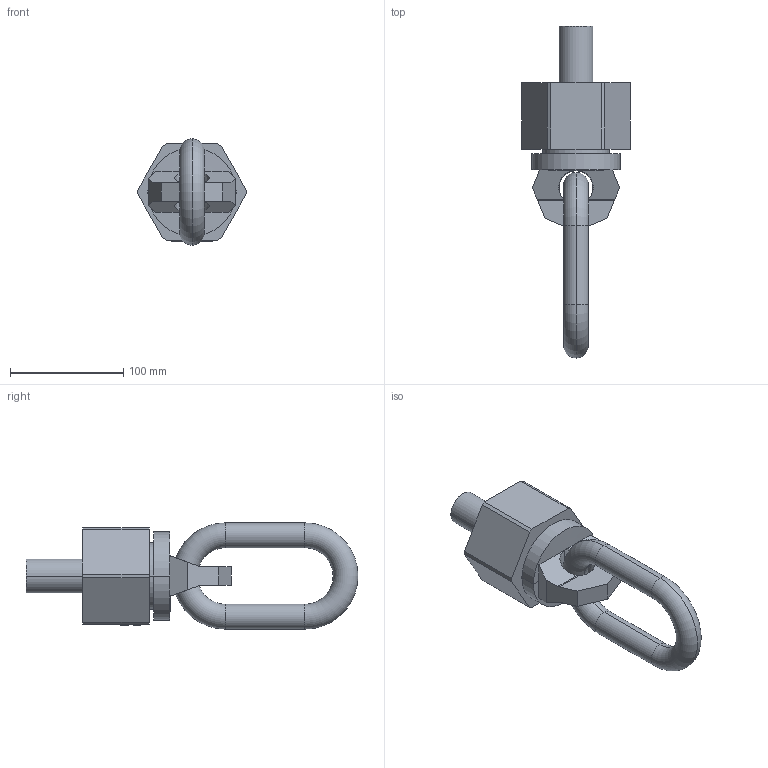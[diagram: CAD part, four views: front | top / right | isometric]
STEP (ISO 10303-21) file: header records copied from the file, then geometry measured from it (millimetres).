
FILE_DESCRIPTION((''),'2;1');
FILE_NAME('001-M31713-P-9','2015-01-09T',('Antonia.Strepp'),(''),'PRO/ENGINEER BY PARAMETRIC TECHNOLOGY CORPORATION, 2010140','PRO/ENGINEER BY PARAMETRIC TECHNOLOGY CORPORATION, 2010140','');
FILE_SCHEMA(('CONFIG_CONTROL_DESIGN'));
Length unit declared in the file: millimetre
Products named in the file (1): 001-M31713-P-9
Bounding box: 96.15 x 293.5 x 94 mm (x, y, z)
Volume: 676120 mm3; surface area: 76608.4 mm2
Topology: 2 solids, 2 shells, 384 faces, 1079 edges, 714 vertices
Faces by surface type: plane 360, cylinder 14, cone 6, torus 4
Entity records: 12259 total; most frequent: CARTESIAN_POINT 2307, ORIENTED_EDGE 2158, DIRECTION 1857, EDGE_CURVE 1079, VECTOR 1029, LINE 1029, VERTEX_POINT 714, AXIS2_PLACEMENT_3D 414
